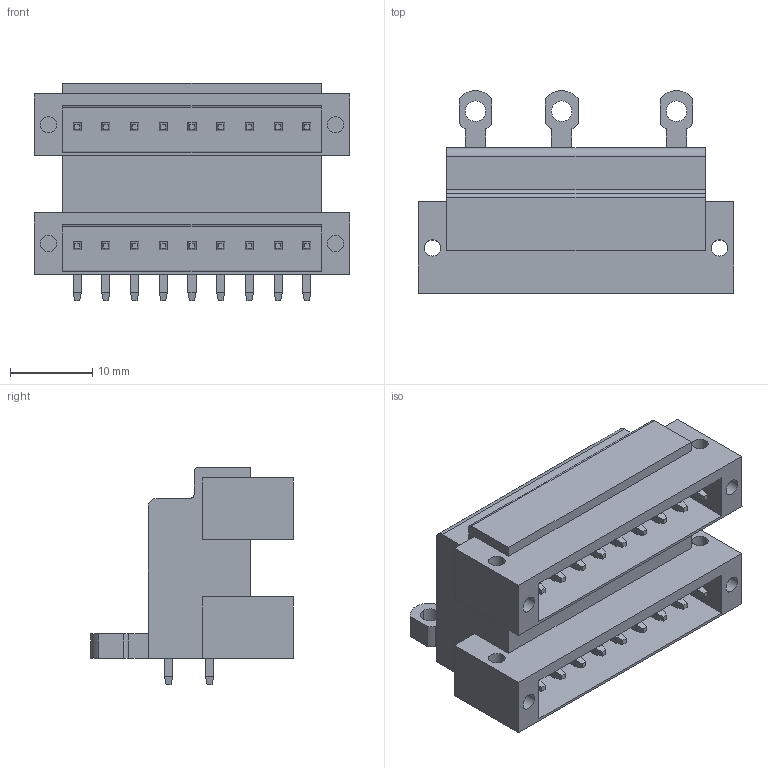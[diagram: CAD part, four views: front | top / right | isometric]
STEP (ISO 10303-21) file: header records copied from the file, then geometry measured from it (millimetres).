
FILE_DESCRIPTION(('CATIA V5 STEP Exchange','CAx-IF Rec.Pracs.--- Model Styling and Organization---1.2---2011-12-15'),'2;1');
FILE_NAME ('D1453970_0_1633880000_1633880000.stp','2018-11-10T05:39:10+00:00',('none'),('Weidmueller'),'CATIA Version 5-6 Release 2014','CATIA V5 STEP AP214','none');
FILE_SCHEMA(('AUTOMOTIVE_DESIGN { 1 0 10303 214 1 1 1 1 }'));
Length unit declared in the file: millimetre
Products named in the file (1): 1633880000
Bounding box: 38.5 x 24.7 x 26.5 mm (x, y, z)
Volume: 9516 mm3; surface area: 8753.1 mm2
Topology: 19 solids, 19 shells, 484 faces, 1176 edges, 736 vertices
Faces by surface type: plane 447, cylinder 37
Entity records: 12298 total; most frequent: ORIENTED_EDGE 2352, CARTESIAN_POINT 2252, DIRECTION 1422, EDGE_CURVE 1176, VECTOR 958, LINE 958, VERTEX_POINT 736, EDGE_LOOP 540
